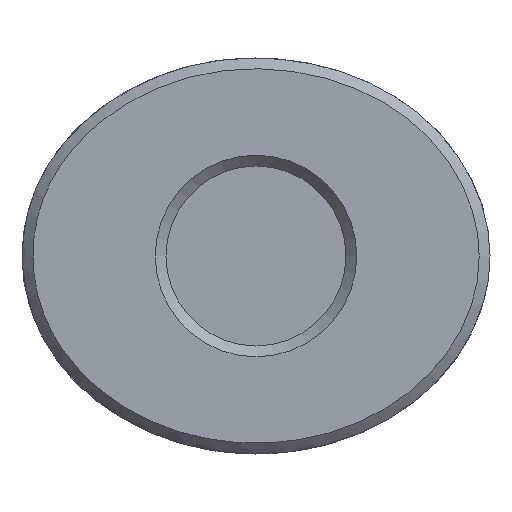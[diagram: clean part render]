
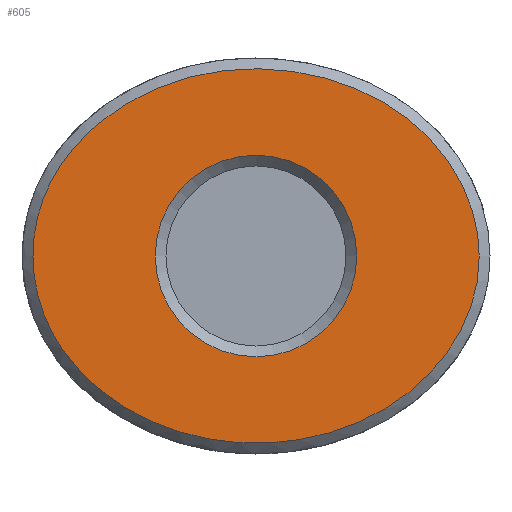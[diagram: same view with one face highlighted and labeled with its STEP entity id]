
A CAD part, left-side view. The second image highlights one B-rep face of the part: STEP entity #605.
In plain terms, the highlighted face is planar.
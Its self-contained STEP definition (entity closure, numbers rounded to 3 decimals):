
#538=CARTESIAN_POINT('',(6.2,4.7,0.));
#539=VERTEX_POINT('',#538);
#566=CARTESIAN_POINT('',(6.205,4.7,0.));
#567=CARTESIAN_POINT('',(6.207,4.7,0.77));
#568=CARTESIAN_POINT('',(5.779,4.7,2.309));
#569=CARTESIAN_POINT('',(4.024,4.7,4.19));
#570=CARTESIAN_POINT('',(1.439,4.7,5.242));
#571=CARTESIAN_POINT('',(-1.682,4.7,5.247));
#572=CARTESIAN_POINT('',(-4.215,4.7,4.049));
#573=CARTESIAN_POINT('',(-6.387,4.7,1.478));
#574=CARTESIAN_POINT('',(-6.407,4.7,-2.544));
#575=CARTESIAN_POINT('',(-2.407,4.7,-5.262));
#576=CARTESIAN_POINT('',(1.438,4.7,-5.236));
#577=CARTESIAN_POINT('',(4.899,4.7,-3.846));
#578=CARTESIAN_POINT('',(6.201,4.7,-1.539));
#579=CARTESIAN_POINT('',(6.205,4.7,0.));
#580=B_SPLINE_CURVE_WITH_KNOTS('',3,(#566,#567,#568,#569,#570,#571,#572,#573,#574,#575,#576,#577,#578,#579),.UNSPECIFIED.,.T.,.U.,(4,1,1,1,1,1,1,1,1,1,1,4),(-3.142,-2.693,-2.244,-1.795,-1.346,-0.785,-0.449,0.449,1.346,1.795,2.244,3.142),.UNSPECIFIED.);
#581=EDGE_CURVE('',#539,#539,#580,.T.);
#586=CARTESIAN_POINT('',(0.,4.7,0.));
#587=DIRECTION('',(0.0,1.0,0.0));
#588=DIRECTION('',(0.0,0.0,1.0));
#589=AXIS2_PLACEMENT_3D('',#586,#587,#588);
#590=PLANE('',#589);
#591=ORIENTED_EDGE('',*,*,#581,.F.);
#592=EDGE_LOOP('',(#591));
#593=FACE_OUTER_BOUND('',#592,.T.);
#594=CARTESIAN_POINT('',(2.8,4.7,0.));
#595=VERTEX_POINT('',#594);
#596=CARTESIAN_POINT('',(0.,4.7,0.0));
#597=DIRECTION('',(0.0,1.0,0.0));
#598=DIRECTION('',(-1.0,0.0,0.0));
#599=AXIS2_PLACEMENT_3D('',#596,#597,#598);
#600=CIRCLE('',#599,2.8);
#601=EDGE_CURVE('',#595,#595,#600,.T.);
#602=ORIENTED_EDGE('',*,*,#601,.F.);
#603=EDGE_LOOP('',(#602));
#604=FACE_BOUND('',#603,.T.);
#605=ADVANCED_FACE('',(#593,#604),#590,.T.);
